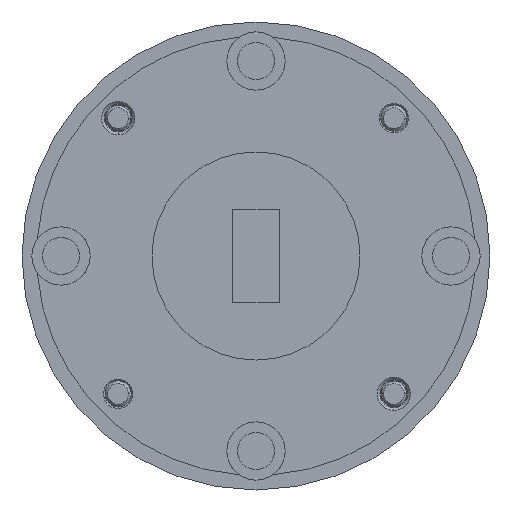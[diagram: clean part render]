
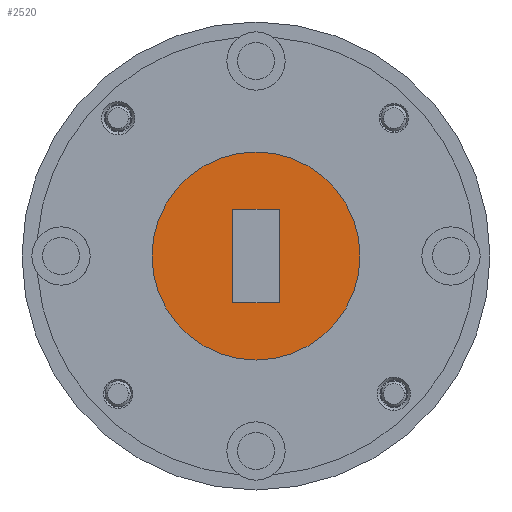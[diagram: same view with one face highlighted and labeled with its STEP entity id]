
A CAD part, left-side view. The second image highlights one B-rep face of the part: STEP entity #2520.
In plain terms, the highlighted planar face has unit normal (-1, 0, 0).
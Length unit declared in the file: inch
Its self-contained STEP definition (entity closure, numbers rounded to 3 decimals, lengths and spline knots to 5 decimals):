
#66 = AXIS2_PLACEMENT_3D ( 'NONE', #1520, #4385, #6710 ) ;
#305 = DIRECTION ( 'NONE',  ( 0., 1., 0. ) ) ;
#388 = FACE_BOUND ( 'NONE', #6870, .T. ) ;
#825 = CIRCLE ( 'NONE', #66, 0.25 ) ;
#868 = EDGE_CURVE ( 'NONE', #6980, #7327, #9003, .T. ) ;
#1298 = CARTESIAN_POINT ( 'NONE',  ( -2.56461, 0.6262, 0.59008 ) ) ;
#1520 = CARTESIAN_POINT ( 'NONE',  ( -2.56461, 0.5702, 0.70208 ) ) ;
#1682 = EDGE_CURVE ( 'NONE', #7327, #6980, #825, .T. ) ;
#1684 = CARTESIAN_POINT ( 'NONE',  ( -2.56461, 0.5702, 0.70208 ) ) ;
#1888 = VECTOR ( 'NONE', #4316, 39.37008 ) ;
#1998 = LINE ( 'NONE', #4757, #6345 ) ;
#2173 = CARTESIAN_POINT ( 'NONE',  ( -2.56461, 0.8202, 0.70208 ) ) ;
#2216 = ORIENTED_EDGE ( 'NONE', *, *, #9032, .T. ) ;
#2363 = CARTESIAN_POINT ( 'NONE',  ( -2.56461, 0.5142, 0.81408 ) ) ;
#2520 = ADVANCED_FACE ( 'NONE', ( #388, #4750 ), #6114, .T. ) ;
#2766 = VERTEX_POINT ( 'NONE', #2896 ) ;
#2839 = LINE ( 'NONE', #5686, #6939 ) ;
#2896 = CARTESIAN_POINT ( 'NONE',  ( -2.56461, 0.6262, 0.59008 ) ) ;
#3096 = DIRECTION ( 'NONE',  ( 1., 0., 0. ) ) ;
#3394 = AXIS2_PLACEMENT_3D ( 'NONE', #6818, #5412, #8895 ) ;
#3515 = LINE ( 'NONE', #1298, #1888 ) ;
#4290 = CARTESIAN_POINT ( 'NONE',  ( -2.56461, 0.3202, 0.70208 ) ) ;
#4316 = DIRECTION ( 'NONE',  ( 0., 0., 1. ) ) ;
#4385 = DIRECTION ( 'NONE',  ( 1., 0., 0. ) ) ;
#4403 = EDGE_CURVE ( 'NONE', #4548, #6691, #2839, .T. ) ;
#4490 = CARTESIAN_POINT ( 'NONE',  ( -2.56461, 0.5142, 0.59008 ) ) ;
#4546 = ORIENTED_EDGE ( 'NONE', *, *, #4403, .T. ) ;
#4548 = VERTEX_POINT ( 'NONE', #2363 ) ;
#4750 = FACE_OUTER_BOUND ( 'NONE', #8894, .T. ) ;
#4757 = CARTESIAN_POINT ( 'NONE',  ( -2.56461, 0.5142, 0.59008 ) ) ;
#4953 = AXIS2_PLACEMENT_3D ( 'NONE', #1684, #3096, #305 ) ;
#5412 = DIRECTION ( 'NONE',  ( -1., 0., 0. ) ) ;
#5564 = DIRECTION ( 'NONE',  ( 0., 1., 0. ) ) ;
#5656 = LINE ( 'NONE', #7804, #5913 ) ;
#5686 = CARTESIAN_POINT ( 'NONE',  ( -2.56461, 0.5142, 0.59008 ) ) ;
#5913 = VECTOR ( 'NONE', #7708, 39.37008 ) ;
#6114 = PLANE ( 'NONE',  #3394 ) ;
#6345 = VECTOR ( 'NONE', #5564, 39.37008 ) ;
#6691 = VERTEX_POINT ( 'NONE', #4490 ) ;
#6710 = DIRECTION ( 'NONE',  ( 0., 1., 0. ) ) ;
#6818 = CARTESIAN_POINT ( 'NONE',  ( -2.56461, 0.5702, 0.70208 ) ) ;
#6870 = EDGE_LOOP ( 'NONE', ( #7527, #4546, #8828, #2216 ) ) ;
#6939 = VECTOR ( 'NONE', #8453, 39.37008 ) ;
#6980 = VERTEX_POINT ( 'NONE', #4290 ) ;
#7327 = VERTEX_POINT ( 'NONE', #2173 ) ;
#7527 = ORIENTED_EDGE ( 'NONE', *, *, #8197, .T. ) ;
#7708 = DIRECTION ( 'NONE',  ( 0., -1., 0. ) ) ;
#7804 = CARTESIAN_POINT ( 'NONE',  ( -2.56461, 0.5142, 0.81408 ) ) ;
#7806 = VERTEX_POINT ( 'NONE', #8393 ) ;
#8010 = ORIENTED_EDGE ( 'NONE', *, *, #1682, .F. ) ;
#8179 = EDGE_CURVE ( 'NONE', #6691, #2766, #1998, .T. ) ;
#8197 = EDGE_CURVE ( 'NONE', #7806, #4548, #5656, .T. ) ;
#8393 = CARTESIAN_POINT ( 'NONE',  ( -2.56461, 0.6262, 0.81408 ) ) ;
#8453 = DIRECTION ( 'NONE',  ( 0., 0., -1. ) ) ;
#8547 = ORIENTED_EDGE ( 'NONE', *, *, #868, .F. ) ;
#8828 = ORIENTED_EDGE ( 'NONE', *, *, #8179, .T. ) ;
#8894 = EDGE_LOOP ( 'NONE', ( #8010, #8547 ) ) ;
#8895 = DIRECTION ( 'NONE',  ( 0., 1., 0. ) ) ;
#9003 = CIRCLE ( 'NONE', #4953, 0.25 ) ;
#9032 = EDGE_CURVE ( 'NONE', #2766, #7806, #3515, .T. ) ;
